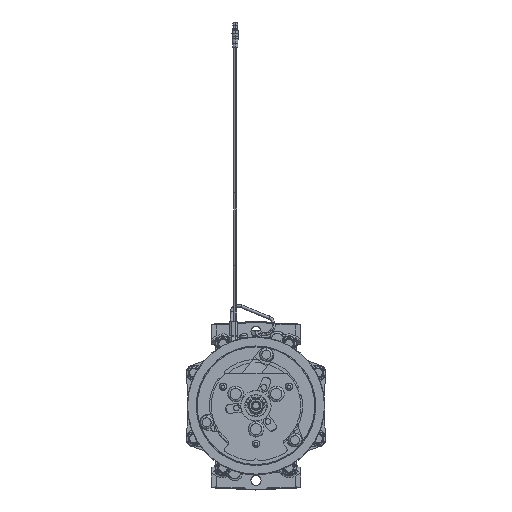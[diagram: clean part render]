
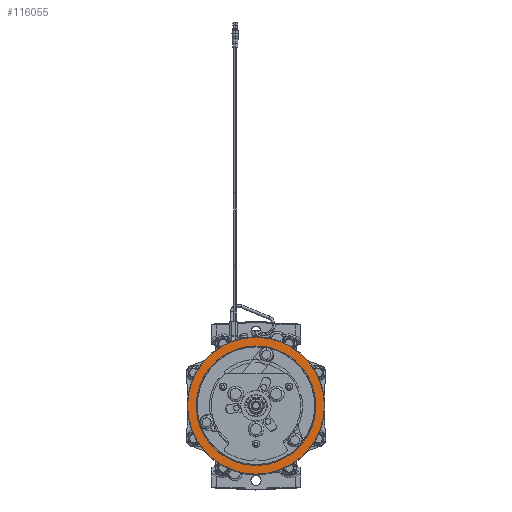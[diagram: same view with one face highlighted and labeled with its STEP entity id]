
A CAD part, top view. The second image highlights one B-rep face of the part: STEP entity #116055.
In plain terms, the highlighted planar face has unit normal (0, 0, 1).
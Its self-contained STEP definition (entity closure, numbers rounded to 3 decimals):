
#33952 = DIRECTION ( 'NONE',  ( 0., -1., 0. ) ) ;
#33953 = DIRECTION ( 'NONE',  ( 0., 0., -1. ) ) ;
#33955 = CARTESIAN_POINT ( 'NONE',  ( 1.019, 0., 110.903 ) ) ;
#33956 = AXIS2_PLACEMENT_3D ( 'NONE', #33955, #33953, #33952 ) ;
#33957 = CIRCLE ( 'NONE', #33956, 61.1 ) ;
#34021 = DIRECTION ( 'NONE',  ( 0., 1., 0. ) ) ;
#34023 = DIRECTION ( 'NONE',  ( 0., 0., 1. ) ) ;
#34025 = CARTESIAN_POINT ( 'NONE',  ( 1.019, -61.1, 110.903 ) ) ;
#34027 = AXIS2_PLACEMENT_3D ( 'NONE', #34025, #34023, #34021 ) ;
#34028 = PLANE ( 'NONE',  #34027 ) ;
#34032 = FACE_OUTER_BOUND ( 'NONE', #82367, .T. ) ;
#34034 = FACE_BOUND ( 'NONE', #116056, .T. ) ;
#34036 = DIRECTION ( 'NONE',  ( 0., -1., 0. ) ) ;
#34038 = DIRECTION ( 'NONE',  ( 0., 0., -1. ) ) ;
#34039 = CARTESIAN_POINT ( 'NONE',  ( 1.019, 0., 110.903 ) ) ;
#34040 = AXIS2_PLACEMENT_3D ( 'NONE', #34039, #34038, #34036 ) ;
#34041 = CIRCLE ( 'NONE', #34040, 53.4 ) ;
#77969 = CARTESIAN_POINT ( 'NONE',  ( 1.019, -61.1, 110.903 ) ) ;
#77970 = DIRECTION ( 'NONE',  ( 0., -1., 0. ) ) ;
#77971 = DIRECTION ( 'NONE',  ( 0., 0., -1. ) ) ;
#77972 = CARTESIAN_POINT ( 'NONE',  ( 1.019, 0., 110.903 ) ) ;
#77973 = AXIS2_PLACEMENT_3D ( 'NONE', #77972, #77971, #77970 ) ;
#77974 = CIRCLE ( 'NONE', #77973, 61.1 ) ;
#77975 = CARTESIAN_POINT ( 'NONE',  ( 1.019, 61.1, 110.903 ) ) ;
#78130 = CARTESIAN_POINT ( 'NONE',  ( 1.019, -53.4, 110.903 ) ) ;
#78135 = DIRECTION ( 'NONE',  ( 0., -1., 0. ) ) ;
#78136 = DIRECTION ( 'NONE',  ( 0., 0., -1. ) ) ;
#78137 = CARTESIAN_POINT ( 'NONE',  ( 1.019, 0., 110.903 ) ) ;
#78138 = AXIS2_PLACEMENT_3D ( 'NONE', #78137, #78136, #78135 ) ;
#78139 = CIRCLE ( 'NONE', #78138, 53.4 ) ;
#78146 = CARTESIAN_POINT ( 'NONE',  ( 1.019, 53.4, 110.903 ) ) ;
#82177 = ORIENTED_EDGE ( 'NONE', *, *, #128292, .F. ) ;
#82269 = ORIENTED_EDGE ( 'NONE', *, *, #128336, .T. ) ;
#82292 = ORIENTED_EDGE ( 'NONE', *, *, #116036, .F. ) ;
#82367 = EDGE_LOOP ( 'NONE', ( #82177, #82292 ) ) ;
#116036 = EDGE_CURVE ( 'NONE', #128290, #128293, #33957, .T. ) ;
#116052 = EDGE_CURVE ( 'NONE', #128338, #128333, #34041, .T. ) ;
#116055 = ADVANCED_FACE ( 'NONE', ( #34034, #34032 ), #34028, .T. ) ;
#116056 = EDGE_LOOP ( 'NONE', ( #116057, #82269 ) ) ;
#116057 = ORIENTED_EDGE ( 'NONE', *, *, #116052, .T. ) ;
#128290 = VERTEX_POINT ( 'NONE', #77975 ) ;
#128292 = EDGE_CURVE ( 'NONE', #128293, #128290, #77974, .T. ) ;
#128293 = VERTEX_POINT ( 'NONE', #77969 ) ;
#128333 = VERTEX_POINT ( 'NONE', #78146 ) ;
#128336 = EDGE_CURVE ( 'NONE', #128333, #128338, #78139, .T. ) ;
#128338 = VERTEX_POINT ( 'NONE', #78130 ) ;
